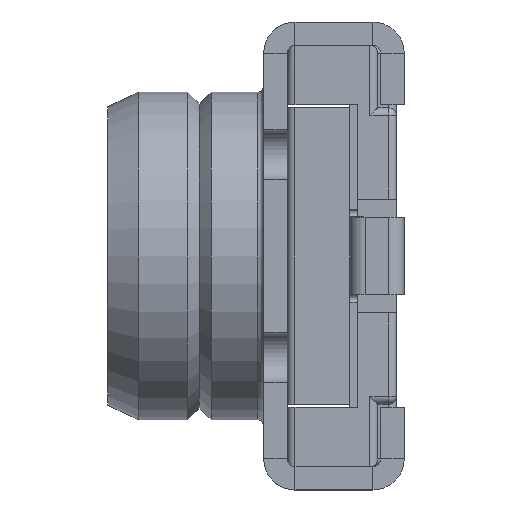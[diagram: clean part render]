
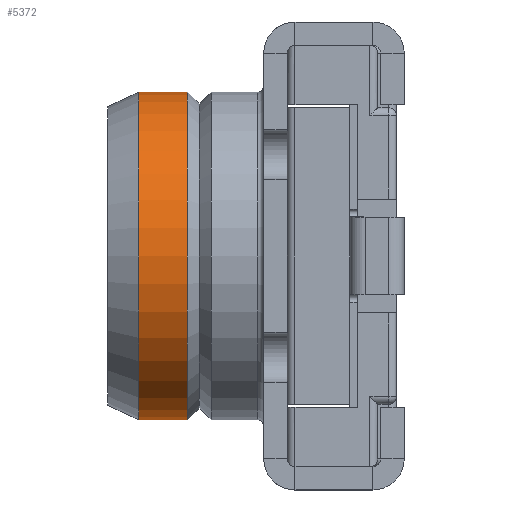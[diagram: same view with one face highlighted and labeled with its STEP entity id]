
A CAD part, left-side view. The second image highlights one B-rep face of the part: STEP entity #5372.
In plain terms, the highlighted cylindrical face has radius 1.05 mm (diameter 2.1 mm), a partial arc.
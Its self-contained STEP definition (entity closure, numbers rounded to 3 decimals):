
#59 = DIRECTION ( 'NONE',  ( 0., -1., 0. ) ) ;
#198 = FACE_OUTER_BOUND ( 'NONE', #2703, .T. ) ;
#321 = CARTESIAN_POINT ( 'NONE',  ( 0., 1.39, 0. ) ) ;
#666 = VERTEX_POINT ( 'NONE', #7142 ) ;
#739 = CARTESIAN_POINT ( 'NONE',  ( 0., 1.7, -1.05 ) ) ;
#1120 = AXIS2_PLACEMENT_3D ( 'NONE', #321, #4499, #6353 ) ;
#1566 = CARTESIAN_POINT ( 'NONE',  ( 0., -0.515, -1.05 ) ) ;
#2050 = CYLINDRICAL_SURFACE ( 'NONE', #5788, 1.05 ) ;
#2120 = ORIENTED_EDGE ( 'NONE', *, *, #2219, .T. ) ;
#2157 = EDGE_CURVE ( 'NONE', #6852, #6691, #6343, .T. ) ;
#2219 = EDGE_CURVE ( 'NONE', #3636, #666, #5011, .T. ) ;
#2316 = ORIENTED_EDGE ( 'NONE', *, *, #7229, .F. ) ;
#2460 = CIRCLE ( 'NONE', #1120, 1.05 ) ;
#2703 = EDGE_LOOP ( 'NONE', ( #6661, #4904, #2120, #2316 ) ) ;
#3106 = CIRCLE ( 'NONE', #6498, 1.05 ) ;
#3121 = DIRECTION ( 'NONE',  ( 0., 0., -1. ) ) ;
#3161 = CARTESIAN_POINT ( 'NONE',  ( 0., 1.7, 0. ) ) ;
#3262 = CARTESIAN_POINT ( 'NONE',  ( 0., 1.39, 1.05 ) ) ;
#3636 = VERTEX_POINT ( 'NONE', #739 ) ;
#4190 = CARTESIAN_POINT ( 'NONE',  ( 0., -0.515, 1.05 ) ) ;
#4499 = DIRECTION ( 'NONE',  ( 0., -1., 0. ) ) ;
#4904 = ORIENTED_EDGE ( 'NONE', *, *, #7184, .T. ) ;
#5011 = LINE ( 'NONE', #1566, #6073 ) ;
#5104 = DIRECTION ( 'NONE',  ( 0., 0., -1. ) ) ;
#5325 = CARTESIAN_POINT ( 'NONE',  ( 0., 1.7, 1.05 ) ) ;
#5372 = ADVANCED_FACE ( 'NONE', ( #198 ), #2050, .T. ) ;
#5729 = DIRECTION ( 'NONE',  ( 0., -1., 0. ) ) ;
#5788 = AXIS2_PLACEMENT_3D ( 'NONE', #7601, #7561, #5104 ) ;
#6073 = VECTOR ( 'NONE', #5729, 1000. ) ;
#6343 = LINE ( 'NONE', #4190, #7387 ) ;
#6353 = DIRECTION ( 'NONE',  ( 0., 0., -1. ) ) ;
#6498 = AXIS2_PLACEMENT_3D ( 'NONE', #3161, #7409, #3121 ) ;
#6661 = ORIENTED_EDGE ( 'NONE', *, *, #2157, .F. ) ;
#6691 = VERTEX_POINT ( 'NONE', #3262 ) ;
#6852 = VERTEX_POINT ( 'NONE', #5325 ) ;
#7142 = CARTESIAN_POINT ( 'NONE',  ( 0., 1.39, -1.05 ) ) ;
#7184 = EDGE_CURVE ( 'NONE', #6852, #3636, #3106, .T. ) ;
#7229 = EDGE_CURVE ( 'NONE', #6691, #666, #2460, .T. ) ;
#7387 = VECTOR ( 'NONE', #59, 1000. ) ;
#7409 = DIRECTION ( 'NONE',  ( 0., -1., 0. ) ) ;
#7561 = DIRECTION ( 'NONE',  ( 0., -1., 0. ) ) ;
#7601 = CARTESIAN_POINT ( 'NONE',  ( 0., -0.515, 0. ) ) ;
